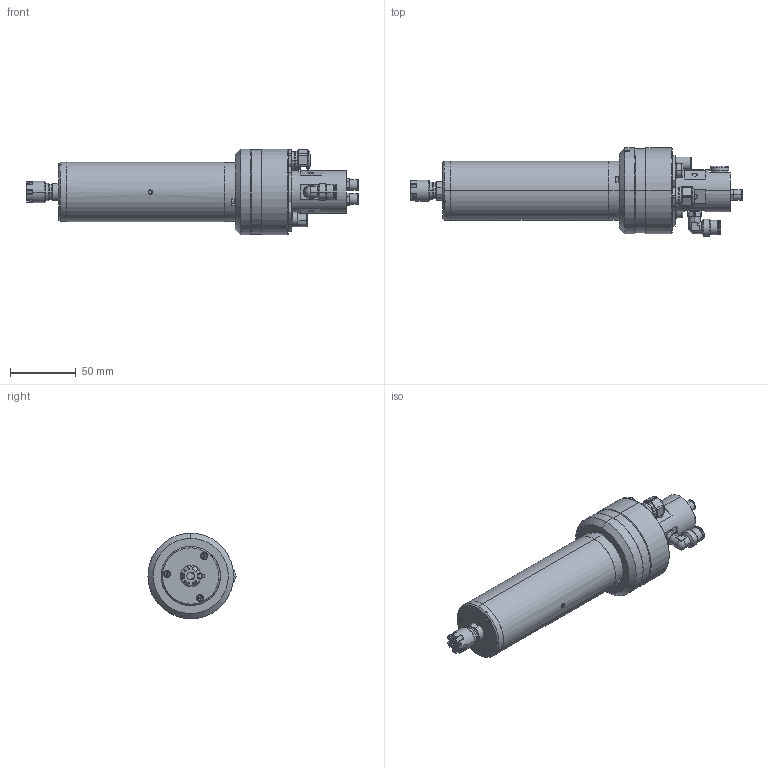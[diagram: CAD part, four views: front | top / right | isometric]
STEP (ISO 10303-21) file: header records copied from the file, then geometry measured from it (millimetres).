
FILE_DESCRIPTION (( 'STEP AP203' ), '1' );
FILE_NAME ('045S80W-00-.STEP', '2016-04-12T06:50:18', ( '' ), ( '' ), 'SwSTEP 2.0', 'SolidWorks 2014', '' );
FILE_SCHEMA (( 'CONFIG_CONTROL_DESIGN' ));
Length unit declared in the file: millimetre
Products named in the file (1): 045S80W-00-
Bounding box: 251.9 x 66.85 x 65 mm (x, y, z)
Surface area: 52253.3 mm2 (no closed solid volume)
Topology: 0 solids, 50 shells, 488 faces, 1434 edges, 1000 vertices
Faces by surface type: plane 216, cylinder 176, cone 61, torus 34, sphere 1
Entity records: 17083 total; most frequent: CARTESIAN_POINT 3847, DIRECTION 2946, ORIENTED_EDGE 2373, EDGE_CURVE 1428, AXIS2_PLACEMENT_3D 1147, VERTEX_POINT 1000, CIRCLE 658, VECTOR 652
